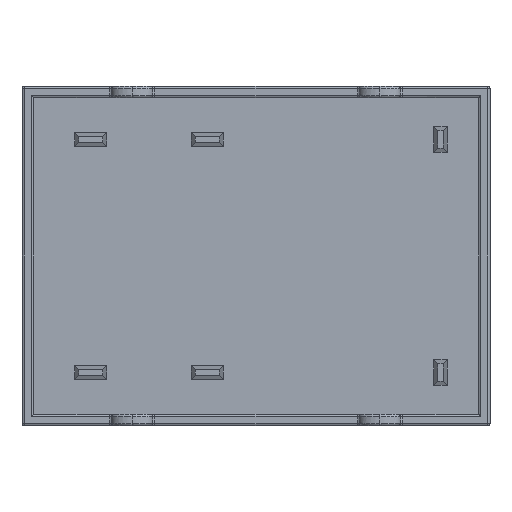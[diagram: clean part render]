
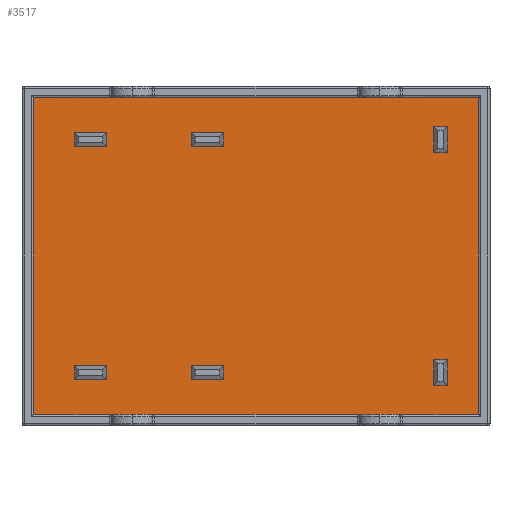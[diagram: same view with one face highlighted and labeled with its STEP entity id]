
A CAD part, front view. The second image highlights one B-rep face of the part: STEP entity #3517.
In plain terms, the highlighted planar face has unit normal (0, -1, 0).
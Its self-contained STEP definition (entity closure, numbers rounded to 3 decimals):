
#12 = ORIENTED_EDGE ( 'NONE', *, *, #2120, .T. ) ;
#93 = DIRECTION ( 'NONE',  ( -1., 0., 0. ) ) ;
#306 = CARTESIAN_POINT ( 'NONE',  ( 4.85, 0.1, -3.45 ) ) ;
#474 = CARTESIAN_POINT ( 'NONE',  ( 4.85, 0.1, 3.45 ) ) ;
#516 = PLANE ( 'NONE',  #529 ) ;
#529 = AXIS2_PLACEMENT_3D ( 'NONE', #2094, #549, #2998 ) ;
#549 = DIRECTION ( 'NONE',  ( 0., 1., 0. ) ) ;
#773 = EDGE_CURVE ( 'NONE', #4380, #4262, #3733, .T. ) ;
#830 = EDGE_CURVE ( 'NONE', #3721, #4380, #4850, .T. ) ;
#835 = CARTESIAN_POINT ( 'NONE',  ( -4.85, 0.1, 3.45 ) ) ;
#896 = ORIENTED_EDGE ( 'NONE', *, *, #830, .T. ) ;
#1060 = CARTESIAN_POINT ( 'NONE',  ( -4.85, 0.1, -3.45 ) ) ;
#1088 = LINE ( 'NONE', #5212, #2418 ) ;
#2094 = CARTESIAN_POINT ( 'NONE',  ( 0., 0.1, 0. ) ) ;
#2114 = ORIENTED_EDGE ( 'NONE', *, *, #3057, .T. ) ;
#2120 = EDGE_CURVE ( 'NONE', #3894, #3721, #1088, .T. ) ;
#2141 = VECTOR ( 'NONE', #3142, 1000. ) ;
#2418 = VECTOR ( 'NONE', #3116, 1000. ) ;
#2696 = CARTESIAN_POINT ( 'NONE',  ( 4.85, 0.1, -3.45 ) ) ;
#2998 = DIRECTION ( 'NONE',  ( 0., 0., 1. ) ) ;
#3057 = EDGE_CURVE ( 'NONE', #4262, #3894, #4808, .T. ) ;
#3116 = DIRECTION ( 'NONE',  ( 1., 0., 0. ) ) ;
#3142 = DIRECTION ( 'NONE',  ( 0., 0., 1. ) ) ;
#3304 = EDGE_LOOP ( 'NONE', ( #896, #3675, #2114, #12 ) ) ;
#3442 = VECTOR ( 'NONE', #3557, 1000. ) ;
#3517 = ADVANCED_FACE ( 'NONE', ( #3774 ), #516, .F. ) ;
#3557 = DIRECTION ( 'NONE',  ( 0., 0., -1. ) ) ;
#3631 = CARTESIAN_POINT ( 'NONE',  ( -4.85, 0.1, 3.45 ) ) ;
#3675 = ORIENTED_EDGE ( 'NONE', *, *, #773, .T. ) ;
#3721 = VERTEX_POINT ( 'NONE', #2696 ) ;
#3733 = LINE ( 'NONE', #835, #4460 ) ;
#3774 = FACE_OUTER_BOUND ( 'NONE', #3304, .T. ) ;
#3894 = VERTEX_POINT ( 'NONE', #4952 ) ;
#4262 = VERTEX_POINT ( 'NONE', #3631 ) ;
#4380 = VERTEX_POINT ( 'NONE', #474 ) ;
#4460 = VECTOR ( 'NONE', #93, 1000. ) ;
#4808 = LINE ( 'NONE', #1060, #3442 ) ;
#4850 = LINE ( 'NONE', #306, #2141 ) ;
#4952 = CARTESIAN_POINT ( 'NONE',  ( -4.85, 0.1, -3.45 ) ) ;
#5212 = CARTESIAN_POINT ( 'NONE',  ( -4.85, 0.1, -3.45 ) ) ;
